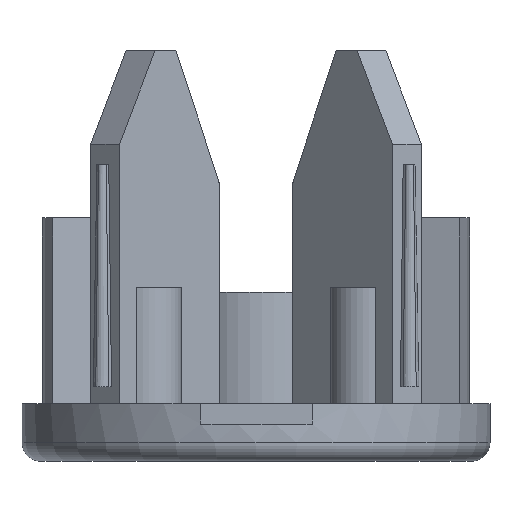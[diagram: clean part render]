
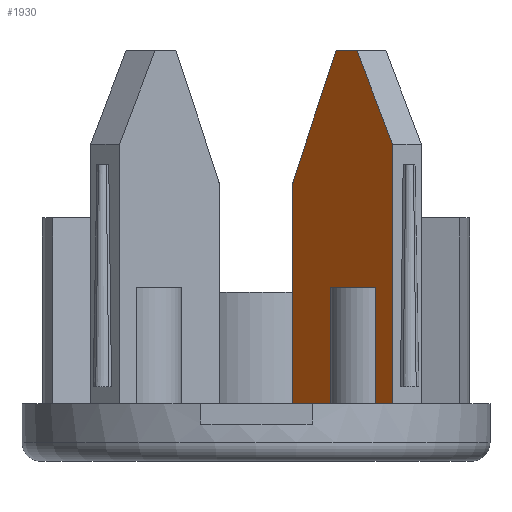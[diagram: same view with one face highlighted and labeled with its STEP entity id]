
A CAD part, front view. The second image highlights one B-rep face of the part: STEP entity #1930.
In plain terms, the highlighted planar face has unit normal (-0.707, -0.707, 0).
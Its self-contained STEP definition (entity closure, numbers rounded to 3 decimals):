
#177=FACE_OUTER_BOUND('',#289,.T.);
#289=EDGE_LOOP('',(#1627,#1628,#1629,#1630,#1631,#1632,#1633,#1634,#1635,
#1636));
#476=LINE('',#3085,#696);
#477=LINE('',#3089,#697);
#497=LINE('',#3136,#717);
#499=LINE('',#3140,#719);
#501=LINE('',#3144,#721);
#503=LINE('',#3148,#723);
#505=LINE('',#3151,#725);
#506=LINE('',#3154,#726);
#507=LINE('',#3156,#727);
#508=LINE('',#3157,#728);
#696=VECTOR('',#2495,10.);
#697=VECTOR('',#2498,10.);
#717=VECTOR('',#2536,10.);
#719=VECTOR('',#2540,10.);
#721=VECTOR('',#2544,10.);
#723=VECTOR('',#2548,10.);
#725=VECTOR('',#2552,10.);
#726=VECTOR('',#2555,10.);
#727=VECTOR('',#2556,10.);
#728=VECTOR('',#2557,10.);
#904=VERTEX_POINT('',#3082);
#905=VERTEX_POINT('',#3084);
#906=VERTEX_POINT('',#3086);
#907=VERTEX_POINT('',#3088);
#925=VERTEX_POINT('',#3135);
#926=VERTEX_POINT('',#3139);
#927=VERTEX_POINT('',#3143);
#928=VERTEX_POINT('',#3147);
#929=VERTEX_POINT('',#3153);
#930=VERTEX_POINT('',#3155);
#1145=EDGE_CURVE('',#904,#905,#476,.T.);
#1147=EDGE_CURVE('',#906,#907,#477,.T.);
#1174=EDGE_CURVE('',#925,#907,#497,.T.);
#1176=EDGE_CURVE('',#926,#925,#499,.T.);
#1178=EDGE_CURVE('',#927,#926,#501,.T.);
#1180=EDGE_CURVE('',#928,#927,#503,.T.);
#1182=EDGE_CURVE('',#904,#928,#505,.T.);
#1183=EDGE_CURVE('',#929,#906,#506,.T.);
#1184=EDGE_CURVE('',#930,#929,#507,.T.);
#1185=EDGE_CURVE('',#905,#930,#508,.T.);
#1627=ORIENTED_EDGE('',*,*,#1145,.F.);
#1628=ORIENTED_EDGE('',*,*,#1182,.T.);
#1629=ORIENTED_EDGE('',*,*,#1180,.T.);
#1630=ORIENTED_EDGE('',*,*,#1178,.T.);
#1631=ORIENTED_EDGE('',*,*,#1176,.T.);
#1632=ORIENTED_EDGE('',*,*,#1174,.T.);
#1633=ORIENTED_EDGE('',*,*,#1147,.F.);
#1634=ORIENTED_EDGE('',*,*,#1183,.F.);
#1635=ORIENTED_EDGE('',*,*,#1184,.F.);
#1636=ORIENTED_EDGE('',*,*,#1185,.F.);
#1836=PLANE('',#2095);
#1930=ADVANCED_FACE('',(#177),#1836,.T.);
#2095=AXIS2_PLACEMENT_3D('',#3152,#2553,#2554);
#2495=DIRECTION('',(-0.707,0.707,0.));
#2498=DIRECTION('',(-0.707,0.707,0.));
#2536=DIRECTION('',(0.,0.,-1.));
#2540=DIRECTION('',(-0.299,0.299,-0.906));
#2544=DIRECTION('',(-0.707,0.707,0.));
#2548=DIRECTION('',(-0.335,0.335,0.88));
#2552=DIRECTION('',(0.,0.,1.));
#2553=DIRECTION('center_axis',(-0.707,-0.707,0.));
#2554=DIRECTION('ref_axis',(0.,0.,-1.));
#2555=DIRECTION('',(0.,0.,-1.));
#2556=DIRECTION('',(-0.707,0.707,0.));
#2557=DIRECTION('',(0.,0.,1.));
#3082=CARTESIAN_POINT('',(47.354,21.09,3.1));
#3084=CARTESIAN_POINT('',(46.414,22.031,3.1));
#3085=CARTESIAN_POINT('',(41.945,26.5,3.1));
#3086=CARTESIAN_POINT('',(44.051,24.393,3.1));
#3088=CARTESIAN_POINT('',(41.98,26.464,3.1));
#3089=CARTESIAN_POINT('',(41.945,26.5,3.1));
#3135=CARTESIAN_POINT('',(41.98,26.464,15.023));
#3136=CARTESIAN_POINT('',(41.98,26.464,3.064));
#3139=CARTESIAN_POINT('',(44.313,24.131,22.1));
#3140=CARTESIAN_POINT('',(44.313,24.131,22.1));
#3143=CARTESIAN_POINT('',(45.437,23.008,22.1));
#3144=CARTESIAN_POINT('',(41.98,26.464,22.1));
#3147=CARTESIAN_POINT('',(47.354,21.09,17.064));
#3148=CARTESIAN_POINT('',(47.354,21.09,17.064));
#3151=CARTESIAN_POINT('',(47.354,21.09,3.064));
#3152=CARTESIAN_POINT('Origin',(44.667,23.777,12.582));
#3153=CARTESIAN_POINT('',(44.051,24.393,9.35));
#3154=CARTESIAN_POINT('',(44.051,24.393,3.1));
#3155=CARTESIAN_POINT('',(46.414,22.031,9.35));
#3156=CARTESIAN_POINT('',(44.95,23.495,9.35));
#3157=CARTESIAN_POINT('',(46.414,22.031,3.1));
